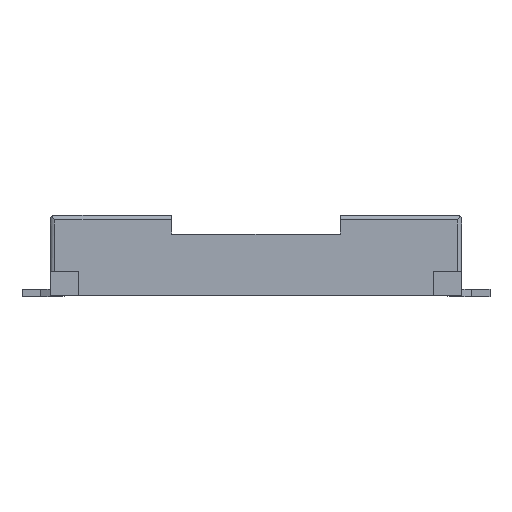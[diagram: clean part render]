
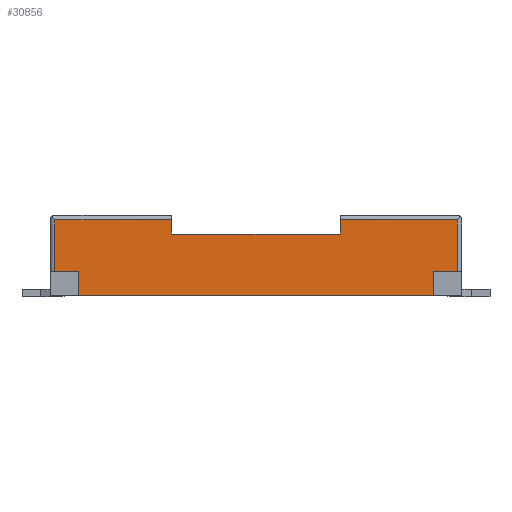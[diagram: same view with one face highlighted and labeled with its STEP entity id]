
A CAD part, front view. The second image highlights one B-rep face of the part: STEP entity #30856.
In plain terms, the highlighted face is planar.
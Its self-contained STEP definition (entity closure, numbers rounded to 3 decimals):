
#733=PLANE('',#33751);
#3200=LINE('',#49259,#6636);
#3213=LINE('',#49330,#6649);
#3255=LINE('',#49477,#6691);
#3257=LINE('',#49483,#6693);
#3598=LINE('',#50442,#7034);
#3729=LINE('',#50700,#7165);
#3730=LINE('',#50702,#7166);
#3731=LINE('',#50704,#7167);
#3732=LINE('',#50706,#7168);
#3733=LINE('',#50707,#7169);
#3734=LINE('',#50709,#7170);
#3735=LINE('',#50710,#7171);
#6636=VECTOR('',#40365,1000.);
#6649=VECTOR('',#40430,1000.);
#6691=VECTOR('',#40574,1000.);
#6693=VECTOR('',#40580,1000.);
#7034=VECTOR('',#41307,1000.);
#7165=VECTOR('',#41466,1000.);
#7166=VECTOR('',#41467,1000.);
#7167=VECTOR('',#41468,1000.);
#7168=VECTOR('',#41469,1000.);
#7169=VECTOR('',#41470,1000.);
#7170=VECTOR('',#41471,1000.);
#7171=VECTOR('',#41472,1000.);
#14952=ORIENTED_EDGE('',*,*,#20985,.T.);
#14953=ORIENTED_EDGE('',*,*,#20283,.T.);
#14954=ORIENTED_EDGE('',*,*,#20390,.T.);
#14955=ORIENTED_EDGE('',*,*,#20986,.F.);
#14956=ORIENTED_EDGE('',*,*,#20987,.T.);
#14957=ORIENTED_EDGE('',*,*,#20988,.T.);
#14958=ORIENTED_EDGE('',*,*,#20387,.T.);
#14959=ORIENTED_EDGE('',*,*,#20315,.F.);
#14960=ORIENTED_EDGE('',*,*,#20989,.F.);
#14961=ORIENTED_EDGE('',*,*,#20990,.T.);
#14962=ORIENTED_EDGE('',*,*,#20852,.F.);
#14963=ORIENTED_EDGE('',*,*,#20991,.F.);
#20283=EDGE_CURVE('',#23871,#23875,#3200,.T.);
#20315=EDGE_CURVE('',#23906,#23908,#3213,.T.);
#20387=EDGE_CURVE('',#23962,#23908,#3255,.T.);
#20390=EDGE_CURVE('',#23875,#23964,#3257,.T.);
#20852=EDGE_CURVE('',#24388,#24389,#3598,.T.);
#20985=EDGE_CURVE('',#24502,#23871,#3729,.T.);
#20986=EDGE_CURVE('',#24503,#23964,#3730,.T.);
#20987=EDGE_CURVE('',#24503,#24504,#3731,.T.);
#20988=EDGE_CURVE('',#24504,#23962,#3732,.T.);
#20989=EDGE_CURVE('',#24505,#23906,#3733,.T.);
#20990=EDGE_CURVE('',#24505,#24389,#3734,.T.);
#20991=EDGE_CURVE('',#24502,#24388,#3735,.T.);
#23871=VERTEX_POINT('',#49251);
#23875=VERTEX_POINT('',#49258);
#23906=VERTEX_POINT('',#49328);
#23908=VERTEX_POINT('',#49331);
#23962=VERTEX_POINT('',#49478);
#23964=VERTEX_POINT('',#49484);
#24388=VERTEX_POINT('',#50441);
#24389=VERTEX_POINT('',#50443);
#24502=VERTEX_POINT('',#50701);
#24503=VERTEX_POINT('',#50703);
#24504=VERTEX_POINT('',#50705);
#24505=VERTEX_POINT('',#50708);
#27244=EDGE_LOOP('',(#14952,#14953,#14954,#14955,#14956,#14957,#14958,#14959,
#14960,#14961,#14962,#14963));
#28796=FACE_BOUND('',#27244,.T.);
#30856=ADVANCED_FACE('',(#28796),#733,.F.);
#33751=AXIS2_PLACEMENT_3D('',#50699,#41464,#41465);
#40365=DIRECTION('',(0.,-1.,0.));
#40430=DIRECTION('',(0.,-1.,0.));
#40574=DIRECTION('',(0.,0.,-1.));
#40580=DIRECTION('',(0.,0.,-1.));
#41307=DIRECTION('',(0.,0.,-1.));
#41464=DIRECTION('',(-1.,0.,0.));
#41465=DIRECTION('',(0.,0.,1.));
#41466=DIRECTION('',(0.,0.,1.));
#41467=DIRECTION('',(0.,-1.,0.));
#41468=DIRECTION('',(0.,0.,-1.));
#41469=DIRECTION('',(0.,-1.,0.));
#41470=DIRECTION('',(0.,0.,-1.));
#41471=DIRECTION('',(0.,1.,0.));
#41472=DIRECTION('',(0.,1.,0.));
#49251=CARTESIAN_POINT('',(3.75,0.6,2.15));
#49258=CARTESIAN_POINT('',(3.75,0.05,2.15));
#49259=CARTESIAN_POINT('',(3.75,0.86,2.15));
#49328=CARTESIAN_POINT('',(3.75,0.6,-2.15));
#49330=CARTESIAN_POINT('',(3.75,0.86,-2.15));
#49331=CARTESIAN_POINT('',(3.75,0.05,-2.15));
#49477=CARTESIAN_POINT('',(3.75,0.05,2.2));
#49478=CARTESIAN_POINT('',(3.75,0.05,-0.9));
#49483=CARTESIAN_POINT('',(3.75,0.05,2.2));
#49484=CARTESIAN_POINT('',(3.75,0.05,0.9));
#50441=CARTESIAN_POINT('',(3.75,0.86,1.9));
#50442=CARTESIAN_POINT('',(3.75,0.86,2.2));
#50443=CARTESIAN_POINT('',(3.75,0.86,-1.9));
#50699=CARTESIAN_POINT('',(3.75,0.86,2.2));
#50700=CARTESIAN_POINT('',(3.75,0.6,1.9));
#50701=CARTESIAN_POINT('',(3.75,0.6,1.9));
#50702=CARTESIAN_POINT('',(3.75,0.2,0.9));
#50703=CARTESIAN_POINT('',(3.75,0.2,0.9));
#50704=CARTESIAN_POINT('',(3.75,0.2,0.9));
#50705=CARTESIAN_POINT('',(3.75,0.2,-0.9));
#50706=CARTESIAN_POINT('',(3.75,0.2,-0.9));
#50707=CARTESIAN_POINT('',(3.75,0.6,-1.9));
#50708=CARTESIAN_POINT('',(3.75,0.6,-1.9));
#50709=CARTESIAN_POINT('',(3.75,0.6,-1.9));
#50710=CARTESIAN_POINT('',(3.75,0.6,1.9));
